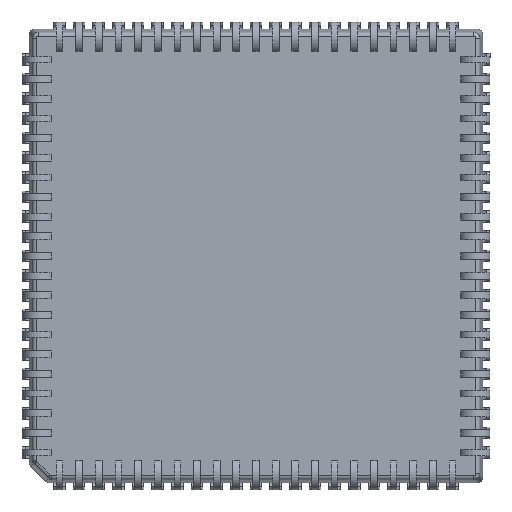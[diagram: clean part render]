
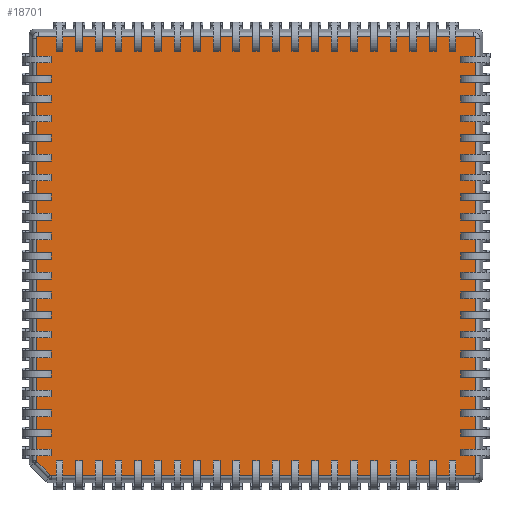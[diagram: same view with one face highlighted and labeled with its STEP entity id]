
A CAD part, front view. The second image highlights one B-rep face of the part: STEP entity #18701.
In plain terms, the highlighted planar face has unit normal (0, -1, 0).
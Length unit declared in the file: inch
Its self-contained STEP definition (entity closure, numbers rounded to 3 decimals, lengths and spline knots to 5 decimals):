
#194 = ORIENTED_EDGE ( 'NONE', *, *, #30510, .T. ) ;
#711 = ORIENTED_EDGE ( 'NONE', *, *, #13109, .T. ) ;
#2199 = EDGE_CURVE ( 'NONE', #7275, #23341, #22094, .T. ) ;
#2361 = CARTESIAN_POINT ( 'NONE',  ( -0.55882, 0.02, 0.55386 ) ) ;
#3338 = VERTEX_POINT ( 'NONE', #40202 ) ;
#3837 = DIRECTION ( 'NONE',  ( 0., 0., 1. ) ) ;
#4025 = ORIENTED_EDGE ( 'NONE', *, *, #10780, .T. ) ;
#4968 = CARTESIAN_POINT ( 'NONE',  ( -0.55796, 0.02, -0.52201 ) ) ;
#5610 = ORIENTED_EDGE ( 'NONE', *, *, #41025, .T. ) ;
#6664 = CARTESIAN_POINT ( 'NONE',  ( -0.51857, 0.02, -0.56149 ) ) ;
#7275 = VERTEX_POINT ( 'NONE', #37162 ) ;
#7979 = CARTESIAN_POINT ( 'NONE',  ( 0.55882, 0.02, -0.55386 ) ) ;
#8148 = DIRECTION ( 'NONE',  ( -1., 0., 0. ) ) ;
#8651 = CARTESIAN_POINT ( 'NONE',  ( 0.55882, 0.02, 0.55386 ) ) ;
#8762 = FACE_OUTER_BOUND ( 'NONE', #21724, .T. ) ;
#9231 = CARTESIAN_POINT ( 'NONE',  ( -0.52269, 0.02, -0.55737 ) ) ;
#9410 = CARTESIAN_POINT ( 'NONE',  ( -0.55882, 0.02, -0.51918 ) ) ;
#9962 =( BOUNDED_CURVE ( )  B_SPLINE_CURVE ( 3, ( #17193, #42407, #16462, #33150 ),
 .UNSPECIFIED., .F., .F. ) 
 B_SPLINE_CURVE_WITH_KNOTS ( ( 4, 4 ),
 ( 2.36362, 3.91956 ),
 .UNSPECIFIED. ) 
 CURVE ( )  GEOMETRIC_REPRESENTATION_ITEM ( )  RATIONAL_B_SPLINE_CURVE ( ( 1., 0.808, 0.808, 1. ) ) 
 REPRESENTATION_ITEM ( '' )  );
#10069 = VERTEX_POINT ( 'NONE', #9231 ) ;
#10780 = EDGE_CURVE ( 'NONE', #49272, #10069, #50986, .T. ) ;
#11193 = LINE ( 'NONE', #50232, #29552 ) ;
#11759 =( BOUNDED_CURVE ( )  B_SPLINE_CURVE ( 3, ( #27200, #26111, #22459, #9410 ),
 .UNSPECIFIED., .F., .F. ) 
 B_SPLINE_CURVE_WITH_KNOTS ( ( 4, 4 ),
 ( 0., 0.50864 ),
 .UNSPECIFIED. ) 
 CURVE ( )  GEOMETRIC_REPRESENTATION_ITEM ( )  RATIONAL_B_SPLINE_CURVE ( ( 1., 0.979, 0.979, 1. ) ) 
 REPRESENTATION_ITEM ( '' )  );
#11798 = CARTESIAN_POINT ( 'NONE',  ( 0.55386, 0.02, -0.55882 ) ) ;
#13109 = EDGE_CURVE ( 'NONE', #44365, #34865, #15097, .T. ) ;
#13548 = ORIENTED_EDGE ( 'NONE', *, *, #54095, .F. ) ;
#13665 = LINE ( 'NONE', #43991, #50183 ) ;
#13825 = CARTESIAN_POINT ( 'NONE',  ( -0.52269, 0.02, -0.55737 ) ) ;
#13910 = PLANE ( 'NONE',  #30249 ) ;
#13943 = VECTOR ( 'NONE', #52989, 39.37008 ) ;
#14386 = EDGE_CURVE ( 'NONE', #32251, #31394, #9962, .T. ) ;
#14479 = DIRECTION ( 'NONE',  ( 0., 0., -1. ) ) ;
#15097 =( BOUNDED_CURVE ( )  B_SPLINE_CURVE ( 3, ( #11798, #41540, #25352, #7979 ),
 .UNSPECIFIED., .F., .F. ) 
 B_SPLINE_CURVE_WITH_KNOTS ( ( 4, 4 ),
 ( 2.36362, 3.91956 ),
 .UNSPECIFIED. ) 
 CURVE ( )  GEOMETRIC_REPRESENTATION_ITEM ( )  RATIONAL_B_SPLINE_CURVE ( ( 1., 0.808, 0.808, 1. ) ) 
 REPRESENTATION_ITEM ( '' )  );
#16462 = CARTESIAN_POINT ( 'NONE',  ( 0.55677, 0.02, 0.55882 ) ) ;
#16559 = EDGE_CURVE ( 'NONE', #23656, #3338, #11759, .T. ) ;
#17193 = CARTESIAN_POINT ( 'NONE',  ( 0.55882, 0.02, 0.55386 ) ) ;
#17322 = VECTOR ( 'NONE', #3837, 39.37008 ) ;
#17773 =( BOUNDED_CURVE ( )  B_SPLINE_CURVE ( 3, ( #21962, #47537, #4968, #32534 ),
 .UNSPECIFIED., .F., .F. ) 
 B_SPLINE_CURVE_WITH_KNOTS ( ( 4, 4 ),
 ( 6.01315, 6.28319 ),
 .UNSPECIFIED. ) 
 CURVE ( )  GEOMETRIC_REPRESENTATION_ITEM ( )  RATIONAL_B_SPLINE_CURVE ( ( 1., 0.994, 0.994, 1. ) ) 
 REPRESENTATION_ITEM ( '' )  );
#18701 = ADVANCED_FACE ( 'NONE', ( #8762 ), #13910, .T. ) ;
#21693 = CARTESIAN_POINT ( 'NONE',  ( -0.51918, 0.02, -0.55882 ) ) ;
#21724 = EDGE_LOOP ( 'NONE', ( #30707, #4025, #13548, #5610, #711, #35165, #29514, #194, #32425, #53736, #43813 ) ) ;
#21962 = CARTESIAN_POINT ( 'NONE',  ( -0.55737, 0.02, -0.52269 ) ) ;
#22094 =( BOUNDED_CURVE ( )  B_SPLINE_CURVE ( 3, ( #29226, #37636, #41952, #45539 ),
 .UNSPECIFIED., .F., .F. ) 
 B_SPLINE_CURVE_WITH_KNOTS ( ( 4, 4 ),
 ( 2.36362, 3.91956 ),
 .UNSPECIFIED. ) 
 CURVE ( )  GEOMETRIC_REPRESENTATION_ITEM ( )  RATIONAL_B_SPLINE_CURVE ( ( 1., 0.808, 0.808, 1. ) ) 
 REPRESENTATION_ITEM ( '' )  );
#22426 = CARTESIAN_POINT ( 'NONE',  ( 0., 0.02, 0. ) ) ;
#22459 = CARTESIAN_POINT ( 'NONE',  ( -0.55882, 0.02, -0.52004 ) ) ;
#22496 = EDGE_CURVE ( 'NONE', #49272, #23656, #17773, .T. ) ;
#23341 = VERTEX_POINT ( 'NONE', #2361 ) ;
#23656 = VERTEX_POINT ( 'NONE', #31939 ) ;
#25352 = CARTESIAN_POINT ( 'NONE',  ( 0.55882, 0.02, -0.55677 ) ) ;
#26111 = CARTESIAN_POINT ( 'NONE',  ( -0.5586, 0.02, -0.52087 ) ) ;
#26454 = CARTESIAN_POINT ( 'NONE',  ( 0.55278, 0.02, -0.55882 ) ) ;
#27200 = CARTESIAN_POINT ( 'NONE',  ( -0.55818, 0.02, -0.52162 ) ) ;
#29226 = CARTESIAN_POINT ( 'NONE',  ( -0.55386, 0.02, 0.55882 ) ) ;
#29514 = ORIENTED_EDGE ( 'NONE', *, *, #14386, .T. ) ;
#29552 = VECTOR ( 'NONE', #8148, 39.37008 ) ;
#29680 = CARTESIAN_POINT ( 'NONE',  ( 0.55882, 0.02, -0.55386 ) ) ;
#30249 = AXIS2_PLACEMENT_3D ( 'NONE', #22426, #30250, #34429 ) ;
#30250 = DIRECTION ( 'NONE',  ( 0., -1., 0. ) ) ;
#30510 = EDGE_CURVE ( 'NONE', #31394, #7275, #11193, .T. ) ;
#30617 = DIRECTION ( 'NONE',  ( 1., 0., 0. ) ) ;
#30707 = ORIENTED_EDGE ( 'NONE', *, *, #22496, .F. ) ;
#31394 = VERTEX_POINT ( 'NONE', #42083 ) ;
#31939 = CARTESIAN_POINT ( 'NONE',  ( -0.55818, 0.02, -0.52162 ) ) ;
#32251 = VERTEX_POINT ( 'NONE', #8651 ) ;
#32425 = ORIENTED_EDGE ( 'NONE', *, *, #2199, .T. ) ;
#32534 = CARTESIAN_POINT ( 'NONE',  ( -0.55818, 0.02, -0.52162 ) ) ;
#33150 = CARTESIAN_POINT ( 'NONE',  ( 0.55386, 0.02, 0.55882 ) ) ;
#33228 = VERTEX_POINT ( 'NONE', #21693 ) ;
#33829 = EDGE_CURVE ( 'NONE', #34865, #32251, #35912, .T. ) ;
#34429 = DIRECTION ( 'NONE',  ( 0., 0., -1. ) ) ;
#34865 = VERTEX_POINT ( 'NONE', #29680 ) ;
#35017 = LINE ( 'NONE', #26454, #53731 ) ;
#35165 = ORIENTED_EDGE ( 'NONE', *, *, #33829, .T. ) ;
#35912 = LINE ( 'NONE', #50612, #17322 ) ;
#37162 = CARTESIAN_POINT ( 'NONE',  ( -0.55386, 0.02, 0.55882 ) ) ;
#37636 = CARTESIAN_POINT ( 'NONE',  ( -0.55677, 0.02, 0.55882 ) ) ;
#37972 = EDGE_CURVE ( 'NONE', #23341, #3338, #13665, .T. ) ;
#40202 = CARTESIAN_POINT ( 'NONE',  ( -0.55882, 0.02, -0.51918 ) ) ;
#41025 = EDGE_CURVE ( 'NONE', #33228, #44365, #35017, .T. ) ;
#41540 = CARTESIAN_POINT ( 'NONE',  ( 0.55677, 0.02, -0.55882 ) ) ;
#41952 = CARTESIAN_POINT ( 'NONE',  ( -0.55882, 0.02, 0.55677 ) ) ;
#42083 = CARTESIAN_POINT ( 'NONE',  ( 0.55386, 0.02, 0.55882 ) ) ;
#42407 = CARTESIAN_POINT ( 'NONE',  ( 0.55882, 0.02, 0.55677 ) ) ;
#43599 =( BOUNDED_CURVE ( )  B_SPLINE_CURVE ( 3, ( #52810, #52466, #44052, #13825 ),
 .UNSPECIFIED., .F., .F. ) 
 B_SPLINE_CURVE_WITH_KNOTS ( ( 4, 4 ),
 ( 2.63296, 3.41162 ),
 .UNSPECIFIED. ) 
 CURVE ( )  GEOMETRIC_REPRESENTATION_ITEM ( )  RATIONAL_B_SPLINE_CURVE ( ( 1., 0.95, 0.95, 1. ) ) 
 REPRESENTATION_ITEM ( '' )  );
#43813 = ORIENTED_EDGE ( 'NONE', *, *, #16559, .F. ) ;
#43991 = CARTESIAN_POINT ( 'NONE',  ( -0.55882, 0.02, -0.52475 ) ) ;
#44052 = CARTESIAN_POINT ( 'NONE',  ( -0.52175, 0.02, -0.55831 ) ) ;
#44365 = VERTEX_POINT ( 'NONE', #54023 ) ;
#45539 = CARTESIAN_POINT ( 'NONE',  ( -0.55882, 0.02, 0.55386 ) ) ;
#47537 = CARTESIAN_POINT ( 'NONE',  ( -0.55769, 0.02, -0.52237 ) ) ;
#49272 = VERTEX_POINT ( 'NONE', #54551 ) ;
#50183 = VECTOR ( 'NONE', #14479, 39.37008 ) ;
#50232 = CARTESIAN_POINT ( 'NONE',  ( -0.55278, 0.02, 0.55882 ) ) ;
#50612 = CARTESIAN_POINT ( 'NONE',  ( 0.55882, 0.02, 0.55278 ) ) ;
#50986 = LINE ( 'NONE', #6664, #13943 ) ;
#52466 = CARTESIAN_POINT ( 'NONE',  ( -0.52052, 0.02, -0.55882 ) ) ;
#52810 = CARTESIAN_POINT ( 'NONE',  ( -0.51918, 0.02, -0.55882 ) ) ;
#52989 = DIRECTION ( 'NONE',  ( 0.707, 0., -0.707 ) ) ;
#53731 = VECTOR ( 'NONE', #30617, 39.37008 ) ;
#53736 = ORIENTED_EDGE ( 'NONE', *, *, #37972, .T. ) ;
#54023 = CARTESIAN_POINT ( 'NONE',  ( 0.55386, 0.02, -0.55882 ) ) ;
#54095 = EDGE_CURVE ( 'NONE', #33228, #10069, #43599, .T. ) ;
#54551 = CARTESIAN_POINT ( 'NONE',  ( -0.55737, 0.02, -0.52269 ) ) ;
